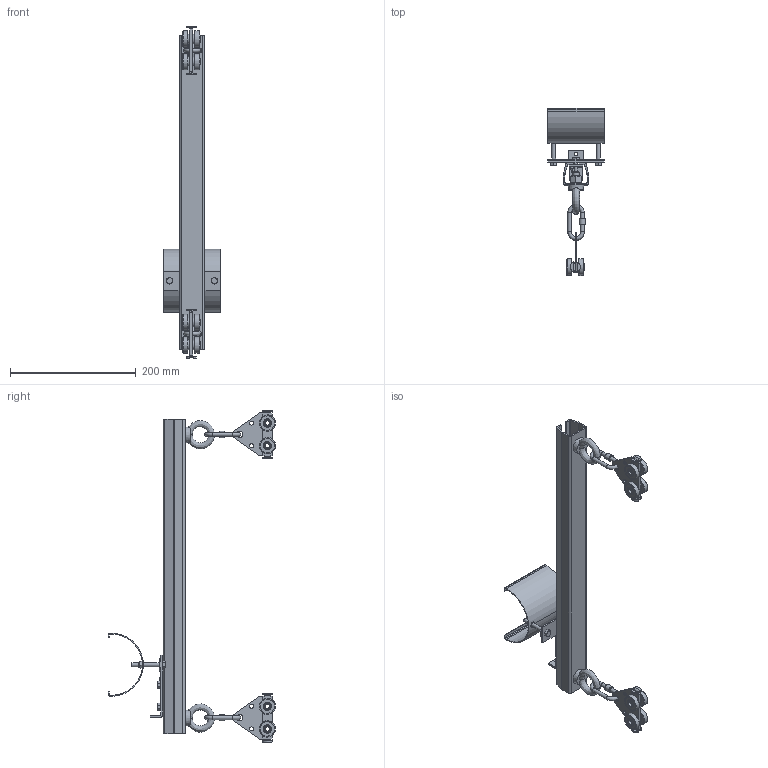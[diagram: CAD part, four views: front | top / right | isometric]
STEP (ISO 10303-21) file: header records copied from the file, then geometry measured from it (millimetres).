
FILE_DESCRIPTION(('STEP AP203'), '1');
FILE_NAME('Òåëåæêà äëÿ ïóëüòà óïðàâëåíèÿ 2 âàðèàíò', '', ('UNSPECIFIED'), ('UNSPECIFIED'), 'ASCON STEP Converter 1.3', 'ASCON Math Kernel', '');
FILE_SCHEMA(('CONFIG_CONTROL_DESIGN'));
Length unit declared in the file: millimetre
Bounding box: 90 x 265.43 x 527.5 mm (x, y, z)
Volume: 294758.6 mm3; surface area: 219008.9 mm2
Topology: 3 solids, 3 shells, 799 faces, 1947 edges, 1222 vertices
Faces by surface type: plane 496, cylinder 193, bspline 48, cone 31, torus 30, sphere 1
Full cylindrical faces by diameter (mm): 4 x1, 5 x3, 6 x14, 6.5 x4, 7 x6, 8 x1, 10 x14, 13.2 x16, 15 x8, 22.8 x16, 26 x8
Entity records: 51489 total; most frequent: CARTESIAN_POINT 26986, DIRECTION 3604, ORIENTED_EDGE 3598, EDGE_CURVE 1799, AXIS2_PLACEMENT_3D 1287, VERTEX_POINT 1221, EDGE_LOOP 1058, LINE 1030
